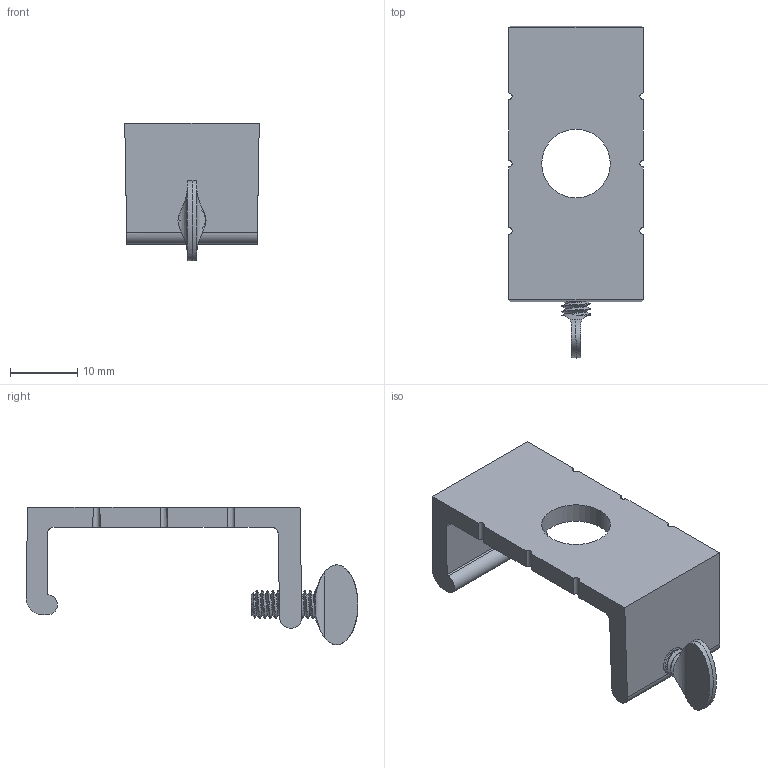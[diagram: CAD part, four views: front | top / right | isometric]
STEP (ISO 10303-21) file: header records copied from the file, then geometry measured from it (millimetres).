
FILE_DESCRIPTION((''),'2;1');
FILE_NAME('190532_ASM','2015-10-09T',('pdmadmin'),(''),'PRO/ENGINEER BY PARAMETRIC TECHNOLOGY CORPORATION, 2013230','PRO/ENGINEER BY PARAMETRIC TECHNOLOGY CORPORATION, 2013230','');
FILE_SCHEMA(('CONFIG_CONTROL_DESIGN'));
Products named in the file (4): 184582_AF0; 190531_ASM; 185243; 190532_ASM
Assembly tree (3 placements, depth 3):
  190532_ASM
    190531_ASM
      184582_AF0
    185243
Bounding box: 20 x 49.36 x 20.45 mm (x, y, z)
Volume: 3939 mm3; surface area: 3590.1 mm2
Topology: 1 solids, 3 shells, 71 faces, 220 edges, 148 vertices
Faces by surface type: cylinder 38, plane 18, cone 10, bspline 3, revolution 2
Entity records: 9638 total; most frequent: CARTESIAN_POINT 7787, ORIENTED_EDGE 413, DIRECTION 280, EDGE_CURVE 218, VERTEX_POINT 148, B_SPLINE_CURVE_WITH_KNOTS 120, AXIS2_PLACEMENT_3D 102, EDGE_LOOP 75
